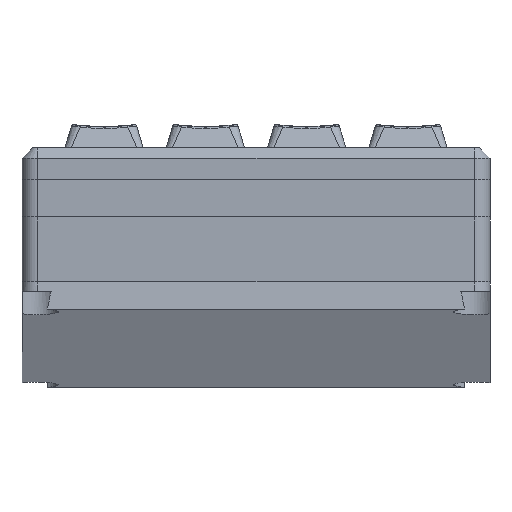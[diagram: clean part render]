
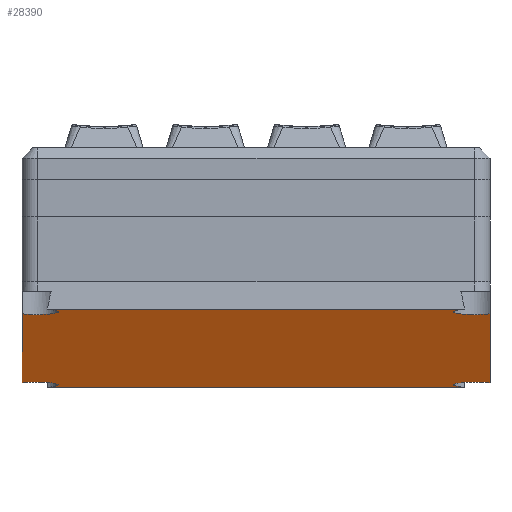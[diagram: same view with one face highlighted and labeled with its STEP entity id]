
A CAD part, front view. The second image highlights one B-rep face of the part: STEP entity #28390.
In plain terms, the highlighted planar face has unit normal (0, -0.131, -0.991).
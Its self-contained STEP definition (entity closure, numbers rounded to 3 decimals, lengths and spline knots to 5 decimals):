
#30=ELLIPSE('',#31017,0.00403,0.004);
#31=ELLIPSE('',#31018,0.00403,0.004);
#32=ELLIPSE('',#31019,0.00403,0.004);
#33=ELLIPSE('',#31020,0.00403,0.004);
#8774=ORIENTED_EDGE('',*,*,#13419,.T.);
#8775=ORIENTED_EDGE('',*,*,#13420,.T.);
#8776=ORIENTED_EDGE('',*,*,#13421,.T.);
#8777=ORIENTED_EDGE('',*,*,#13422,.F.);
#8778=ORIENTED_EDGE('',*,*,#13423,.T.);
#8779=ORIENTED_EDGE('',*,*,#13424,.T.);
#8780=ORIENTED_EDGE('',*,*,#13425,.T.);
#8781=ORIENTED_EDGE('',*,*,#13426,.F.);
#13419=EDGE_CURVE('',#16184,#16185,#18856,.F.);
#13420=EDGE_CURVE('',#16185,#16186,#30,.F.);
#13421=EDGE_CURVE('',#16186,#16187,#18857,.F.);
#13422=EDGE_CURVE('',#16188,#16187,#31,.T.);
#13423=EDGE_CURVE('',#16188,#16189,#18858,.T.);
#13424=EDGE_CURVE('',#16189,#16190,#32,.F.);
#13425=EDGE_CURVE('',#16190,#16191,#18859,.T.);
#13426=EDGE_CURVE('',#16184,#16191,#33,.T.);
#16184=VERTEX_POINT('',#55115);
#16185=VERTEX_POINT('',#55116);
#16186=VERTEX_POINT('',#55118);
#16187=VERTEX_POINT('',#55120);
#16188=VERTEX_POINT('',#55122);
#16189=VERTEX_POINT('',#55124);
#16190=VERTEX_POINT('',#55126);
#16191=VERTEX_POINT('',#55128);
#18856=LINE('',#55114,#21282);
#18857=LINE('',#55119,#21283);
#18858=LINE('',#55123,#21284);
#18859=LINE('',#55127,#21285);
#21282=VECTOR('',#37342,1.);
#21283=VECTOR('',#37345,1.);
#21284=VECTOR('',#37348,1.);
#21285=VECTOR('',#37351,1.);
#23118=EDGE_LOOP('',(#8774,#8775,#8776,#8777,#8778,#8779,#8780,#8781));
#25334=FACE_BOUND('',#23118,.T.);
#26893=PLANE('',#31016);
#28390=ADVANCED_FACE('',(#25334),#26893,.T.);
#31016=AXIS2_PLACEMENT_3D('',#55113,#37340,#37341);
#31017=AXIS2_PLACEMENT_3D('',#55117,#37343,#37344);
#31018=AXIS2_PLACEMENT_3D('',#55121,#37346,#37347);
#31019=AXIS2_PLACEMENT_3D('',#55125,#37349,#37350);
#31020=AXIS2_PLACEMENT_3D('',#55129,#37352,#37353);
#37340=DIRECTION('',(0.,-0.131,-0.991));
#37341=DIRECTION('',(1.,0.,0.));
#37342=DIRECTION('',(0.,0.991,-0.131));
#37343=DIRECTION('',(0.,-0.131,-0.991));
#37344=DIRECTION('',(0.,-0.991,0.131));
#37345=DIRECTION('',(1.,0.,0.));
#37346=DIRECTION('',(0.,-0.131,-0.991));
#37347=DIRECTION('',(0.,-0.991,0.131));
#37348=DIRECTION('',(0.,0.991,-0.131));
#37349=DIRECTION('',(0.,-0.131,-0.991));
#37350=DIRECTION('',(0.,-0.991,0.131));
#37351=DIRECTION('',(1.,0.,0.));
#37352=DIRECTION('',(0.,-0.131,-0.991));
#37353=DIRECTION('',(0.,-0.991,0.131));
#55113=CARTESIAN_POINT('',(0.,0.,-0.0195));
#55114=CARTESIAN_POINT('',(0.044,0.,-0.0195));
#55115=CARTESIAN_POINT('',(0.044,0.04934,-0.026));
#55116=CARTESIAN_POINT('',(0.044,-0.04934,-0.013));
#55117=CARTESIAN_POINT('',(0.04117,-0.05217,-0.01263));
#55118=CARTESIAN_POINT('',(0.03925,-0.05568,-0.01217));
#55119=CARTESIAN_POINT('',(0.,-0.05568,-0.01217));
#55120=CARTESIAN_POINT('',(-0.03925,-0.05568,-0.01217));
#55121=CARTESIAN_POINT('',(-0.04117,-0.05217,-0.01263));
#55122=CARTESIAN_POINT('',(-0.044,-0.04934,-0.013));
#55123=CARTESIAN_POINT('',(-0.044,0.,-0.0195));
#55124=CARTESIAN_POINT('',(-0.044,0.04934,-0.026));
#55125=CARTESIAN_POINT('',(-0.04117,0.05217,-0.02637));
#55126=CARTESIAN_POINT('',(-0.03925,0.05568,-0.02683));
#55127=CARTESIAN_POINT('',(0.,0.05568,-0.02683));
#55128=CARTESIAN_POINT('',(0.03925,0.05568,-0.02683));
#55129=CARTESIAN_POINT('',(0.04117,0.05217,-0.02637));
